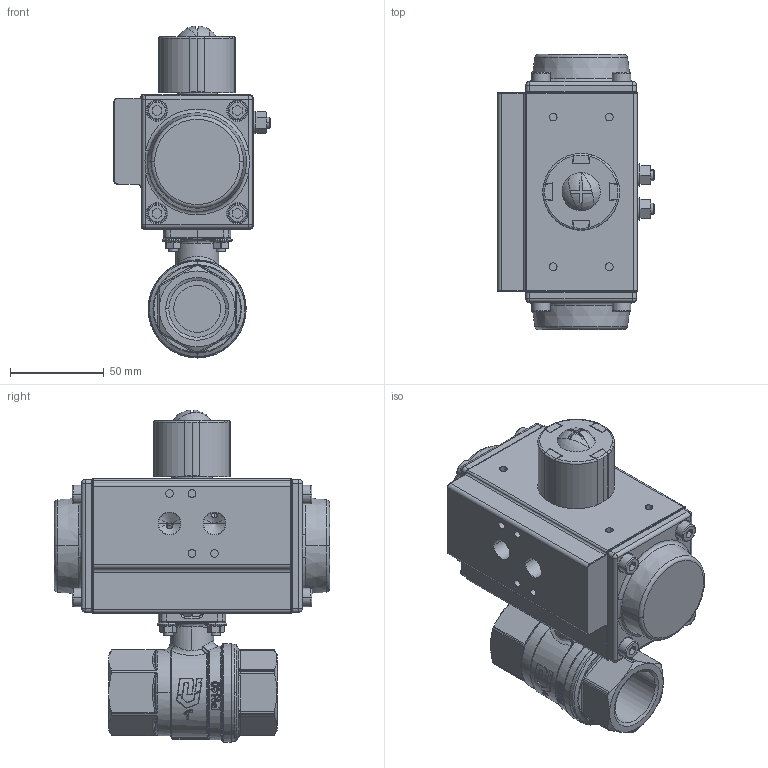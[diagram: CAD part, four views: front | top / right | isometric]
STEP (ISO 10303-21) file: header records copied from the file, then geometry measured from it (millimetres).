
FILE_DESCRIPTION(('HOOPS Exchange Step'),'2;1');
FILE_NAME('PK0101_DN25.stp','2025-03-25T09:05:09+01:00',('nieru'),('Unknown organisation'),'HOOPS Exchange 2024.2','HOOPS Exchange','Unknown authorisation');
FILE_SCHEMA( ('AP203_CONFIGURATION_CONTROLLED_3D_DESIGN_OF_MECHANICAL_PARTS_AND_ASSEMBLIES_MIM_LF') );
Length unit declared in the file: millimetre
Products named in the file (5): 0; root
Assembly tree (4 placements, depth 3):
  root
    0
      0
      0
      0
Bounding box: 83.5 x 147 x 177.4 mm (x, y, z)
Volume: 554442.2 mm3; surface area: 137031.1 mm2
Topology: 34 solids, 34 shells, 2424 faces, 5773 edges, 3439 vertices
Faces by surface type: bspline 975, cylinder 556, plane 524, torus 218, cone 113, sphere 38
Full cylindrical faces by diameter (mm): 5 x9
Entity records: 147190 total; most frequent: CARTESIAN_POINT 96770, ORIENTED_EDGE 11438, DIRECTION 8592, EDGE_CURVE 5719, AXIS2_PLACEMENT_3D 3458, VERTEX_POINT 3441, EDGE_LOOP 2566, FACE_BOUND 2566
